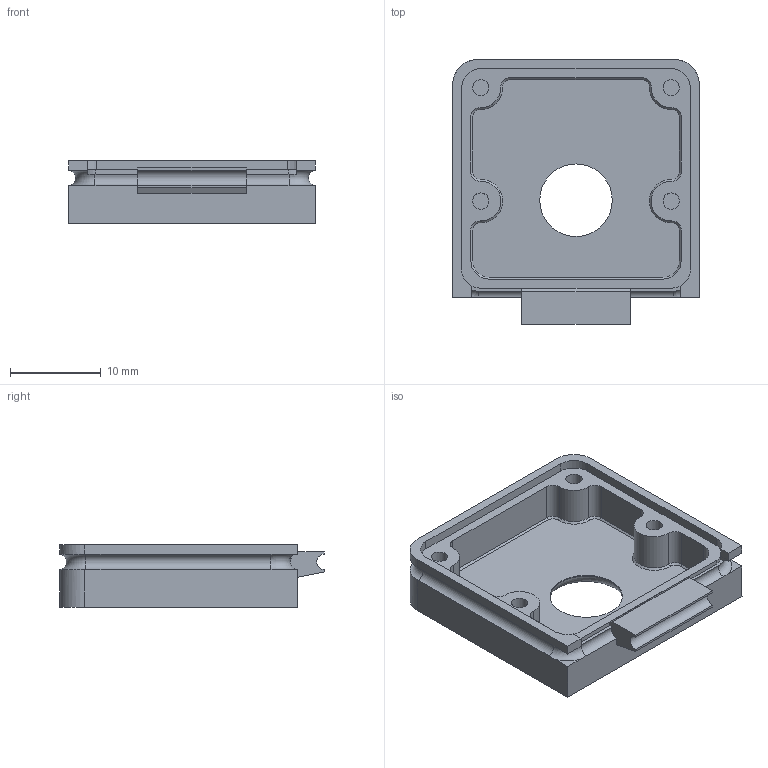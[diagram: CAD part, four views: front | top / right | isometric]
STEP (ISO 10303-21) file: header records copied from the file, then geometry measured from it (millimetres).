
FILE_DESCRIPTION(('FreeCAD Model'),'2;1');
FILE_NAME('camera_top.step','2019-04-18T21:35:34',('Anool'),( 'Wyolum'),'Open CASCADE STEP processor 7.3','FreeCAD','Unknown');
FILE_SCHEMA(('AUTOMOTIVE_DESIGN { 1 0 10303 214 1 1 1 1 }'));
Length unit declared in the file: millimetre
Products named in the file (1): cam_top
Bounding box: 27.2 x 29.2 x 6.9 mm (x, y, z)
Volume: 2064.1 mm3; surface area: 2764.6 mm2
Topology: 1 solids, 1 shells, 104 faces, 266 edges, 169 vertices
Faces by surface type: plane 50, cylinder 35, cone 14, torus 5
Full cylindrical faces by diameter (mm): 1.8 x4, 8 x1
Entity records: 3397 total; most frequent: CARTESIAN_POINT 814, DIRECTION 544, ORIENTED_EDGE 532, EDGE_CURVE 266, AXIS2_PLACEMENT_3D 193, VERTEX_POINT 169, LINE 158, VECTOR 158
